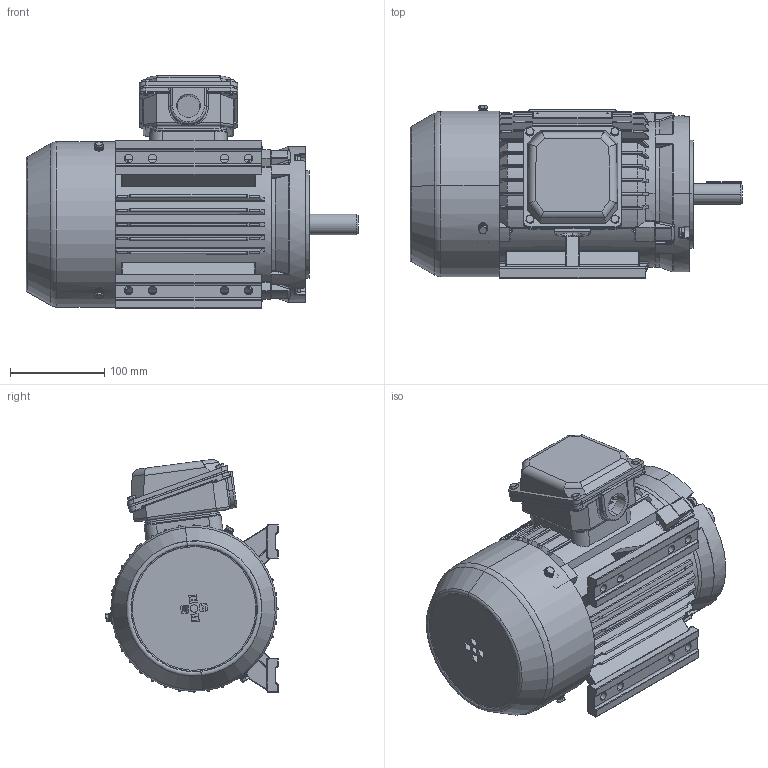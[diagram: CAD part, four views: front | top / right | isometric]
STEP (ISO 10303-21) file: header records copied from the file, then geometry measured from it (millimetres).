
FILE_DESCRIPTION (( 'STEP AP214' ), '1' );
FILE_NAME ('MTCP143TC.STEP', '2018-03-07T15:40:23', ( '' ), ( '' ), 'SwSTEP 2.0', 'SolidWorks 2017', '' );
FILE_SCHEMA (( 'AUTOMOTIVE_DESIGN' ));
Length unit declared in the file: millimetre
Products named in the file (21): hex head bolts-full thread grade c gb_GB_FASTENER_BOLT_HHBFTC M6X35-N; hex head bolts-full thread grade c gb_GB_FASTENER_BOLT_HHBFTC M5X12-N; MTCP143TC; PE143儂釱樓馱璃; PE140諉盄碟釱菜; PE140粣芛  瑞珔傷; spring lock washers--normal type gb_GB_FASTENER_WASHER_SW 6; PE140諉盄碟裔菜; PE140粣芛  堤粣傷; spring lock washers--normal type gb_GB_FASTENER_WASHER_SW 5; PE140綴傷裔樓馱璃; PE140芧埽傷裔樓馱璃; PE140源瑩; plain washers-n series-grade a gb_GB_FASTENER_WASHER_PWNA 5; PE140嘎殤躇猾; hex head bolts-full thread grade c gb_GB_FASTENER_BOLT_HHBFTC M5X10-N; PE140接线盒座_默认_按加工_; PE140瑞欶; 諉盄碟蚾饜极 _1_; PE140諉盄碟裔; plain washers-n series-grade a gb_GB_FASTENER_WASHER_PWNA 6
Assembly tree (48 placements, depth 3):
  MTCP143TC
    諉盄碟蚾饜极 _1_
      PE140接线盒座_默认_按加工_
      PE140諉盄碟裔菜
      hex head bolts-full thread grade c gb_GB_FASTENER_BOLT_HHBFTC M5X12-N  x8
      PE140諉盄碟裔
      PE140諉盄碟釱菜
    PE143儂釱樓馱璃
    PE140綴傷裔樓馱璃
    PE140粣芛  瑞珔傷
    PE140粣芛  堤粣傷
    hex head bolts-full thread grade c gb_GB_FASTENER_BOLT_HHBFTC M6X35-N  x6
    spring lock washers--normal type gb_GB_FASTENER_WASHER_SW 6  x6
    plain washers-n series-grade a gb_GB_FASTENER_WASHER_PWNA 6  x6
    PE140瑞欶
    hex head bolts-full thread grade c gb_GB_FASTENER_BOLT_HHBFTC M5X10-N  x3
    spring lock washers--normal type gb_GB_FASTENER_WASHER_SW 5  x3
    plain washers-n series-grade a gb_GB_FASTENER_WASHER_PWNA 5  x3
    PE140嘎殤躇猾
    PE140源瑩
    PE140芧埽傷裔樓馱璃
Bounding box: 351.55 x 182.39 x 246.78 mm (x, y, z)
Volume: 1890039.6 mm3; surface area: 700593.1 mm2
Topology: 47 solids, 47 shells, 2398 faces, 6034 edges, 3713 vertices
Faces by surface type: cylinder 959, plane 667, cone 371, torus 205, bspline 141, sphere 55
Entity records: 76480 total; most frequent: CARTESIAN_POINT 28672, ORIENTED_EDGE 10086, DIRECTION 9660, EDGE_CURVE 5043, AXIS2_PLACEMENT_3D 3797, VERTEX_POINT 3147, EDGE_LOOP 2158, LINE 2066
